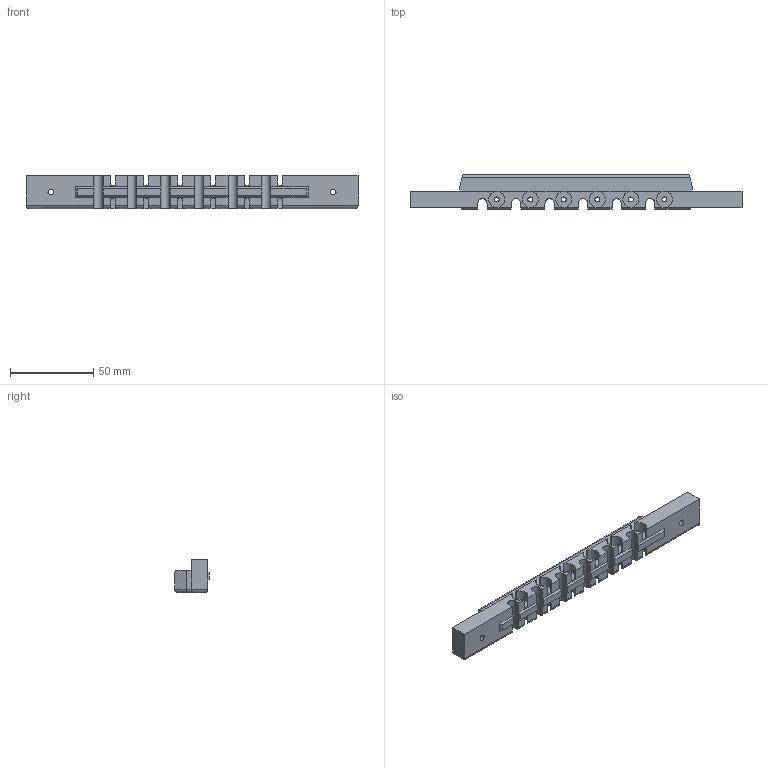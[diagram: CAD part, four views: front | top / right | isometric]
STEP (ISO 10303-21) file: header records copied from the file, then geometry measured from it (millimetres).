
FILE_DESCRIPTION(('Open CASCADE Model'),'2;1');
FILE_NAME('Open CASCADE Shape Model','2024-09-07T20:57:38',('Author'),( 'Open CASCADE'),'Open CASCADE STEP processor 7.7','Open CASCADE 7.7' ,'Unknown');
FILE_SCHEMA(('AUTOMOTIVE_DESIGN { 1 0 10303 214 1 1 1 1 }'));
Length unit declared in the file: millimetre
Products named in the file (1): Open CASCADE STEP translator 7.7 8
Bounding box: 200 x 21 x 20 mm (x, y, z)
Volume: 49104.9 mm3; surface area: 18007.2 mm2
Topology: 1 solids, 1 shells, 207 faces, 593 edges, 384 vertices
Faces by surface type: plane 138, cylinder 63, cone 6
Full cylindrical faces by diameter (mm): 3 x6, 3.5 x2, 5.9 x2
Entity records: 15453 total; most frequent: CARTESIAN_POINT 3630, DIRECTION 2225, LINE 1481, VECTOR 1481, ORIENTED_EDGE 1186, PCURVE 1186, DEFINITIONAL_REPRESENTATION 1186, EDGE_CURVE 593
